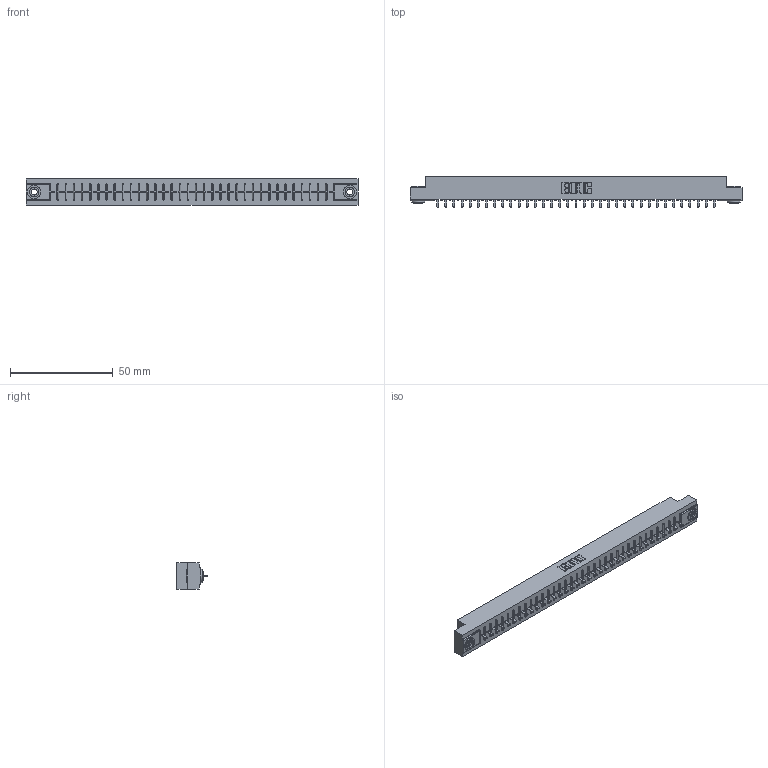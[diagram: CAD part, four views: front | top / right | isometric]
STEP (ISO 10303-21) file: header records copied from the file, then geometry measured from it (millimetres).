
FILE_DESCRIPTION (( 'STEP AP203' ), '1' );
FILE_NAME ('356-035-421-103.STEP', '2020-09-23T22:33:05', ( '' ), ( '' ), 'SwSTEP 2.0', 'SolidWorks 2020', '' );
FILE_SCHEMA (( 'CONFIG_CONTROL_DESIGN' ));
Length unit declared in the file: inch
Products named in the file (4): 345-250-002_345-250-002-102; 306 Part_.156 Dia; 356-035-421-103; 306-290-001_121
Assembly tree (38 placements, depth 2):
  356-035-421-103
    306 Part_.156 Dia
    306-290-001_121  x35
    345-250-002_345-250-002-102  x2
Bounding box: 161.7 x 14.88 x 12.7 mm (x, y, z)
Volume: 17772.7 mm3; surface area: 18169.6 mm2
Topology: 38 solids, 38 shells, 2618 faces, 7323 edges, 4690 vertices
Faces by surface type: plane 1737, cylinder 733, sphere 140, cone 8
Entity records: 34567 total; most frequent: CARTESIAN_POINT 5781, ORIENTED_EDGE 5722, DIRECTION 5715, EDGE_CURVE 2861, LINE 2227, VECTOR 2227, VERTEX_POINT 1810, AXIS2_PLACEMENT_3D 1744
